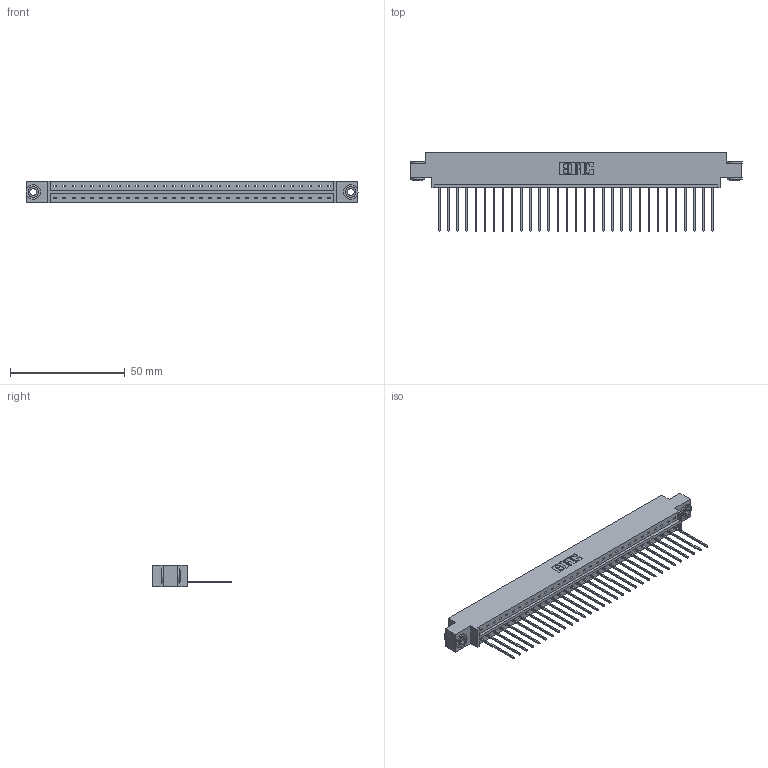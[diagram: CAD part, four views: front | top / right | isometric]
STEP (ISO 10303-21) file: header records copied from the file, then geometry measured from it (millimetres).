
FILE_DESCRIPTION (( 'STEP AP203' ), '1' );
FILE_NAME ('333-031-541-603.STEP', '2018-08-02T19:23:42', ( '' ), ( '' ), 'SwSTEP 2.0', 'SolidWorks 2016', '' );
FILE_SCHEMA (( 'CONFIG_CONTROL_DESIGN' ));
Length unit declared in the file: inch
Products named in the file (4): 333 Part_Offset - .156 Dia - TH; 345-292-001_345-293-141; 345-250-002_345-250-002-102; 333-031-541-603
Assembly tree (34 placements, depth 2):
  333-031-541-603
    333 Part_Offset - .156 Dia - TH
    345-292-001_345-293-141  x31
    345-250-002_345-250-002-102  x2
Bounding box: 144.37 x 34.3 x 9.4 mm (x, y, z)
Volume: 14327.4 mm3; surface area: 16483.6 mm2
Topology: 34 solids, 34 shells, 1954 faces, 5855 edges, 3858 vertices
Faces by surface type: plane 1386, cylinder 560, cone 8
Entity records: 21174 total; most frequent: CARTESIAN_POINT 3634, ORIENTED_EDGE 3594, DIRECTION 3121, EDGE_CURVE 1797, VECTOR 1645, LINE 1645, VERTEX_POINT 1194, AXIS2_PLACEMENT_3D 738
